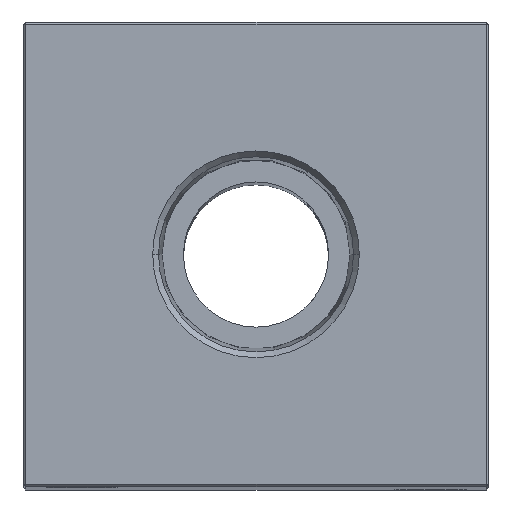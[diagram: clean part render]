
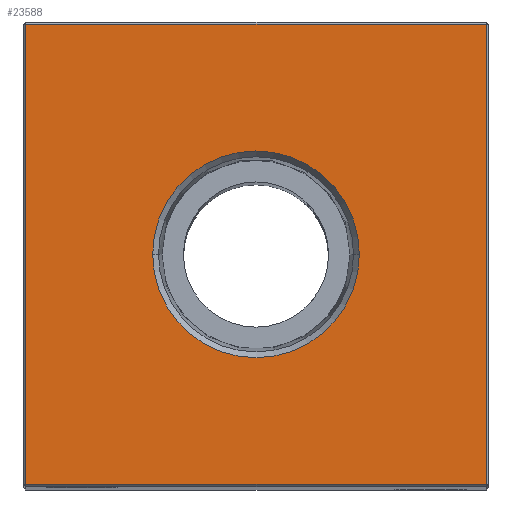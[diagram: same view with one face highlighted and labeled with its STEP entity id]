
A CAD part, top view. The second image highlights one B-rep face of the part: STEP entity #23588.
In plain terms, the highlighted planar face has unit normal (0, 0, 1).
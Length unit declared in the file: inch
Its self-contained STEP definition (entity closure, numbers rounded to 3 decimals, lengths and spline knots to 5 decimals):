
#262 = EDGE_CURVE ( 'NONE', #11707, #17215, #2964, .T. ) ;
#1369 = VERTEX_POINT ( 'NONE', #12807 ) ;
#2964 = LINE ( 'NONE', #12701, #22770 ) ;
#3355 = CARTESIAN_POINT ( 'NONE',  ( 0., 0., 8.25 ) ) ;
#3650 = DIRECTION ( 'NONE',  ( 0., 1., 0. ) ) ;
#4040 = EDGE_CURVE ( 'NONE', #21212, #11707, #15849, .T. ) ;
#5116 = DIRECTION ( 'NONE',  ( 1., 0., 0. ) ) ;
#5663 = LINE ( 'NONE', #15452, #11423 ) ;
#5748 = FACE_OUTER_BOUND ( 'NONE', #20436, .T. ) ;
#6064 = DIRECTION ( 'NONE',  ( 0., 0., -1. ) ) ;
#6123 = CIRCLE ( 'NONE', #24228, 0.44487 ) ;
#6601 = CARTESIAN_POINT ( 'NONE',  ( 0.44487, 0., 8.25 ) ) ;
#8065 = ORIENTED_EDGE ( 'NONE', *, *, #4040, .T. ) ;
#8516 = EDGE_CURVE ( 'NONE', #25700, #18150, #29920, .T. ) ;
#9911 = CARTESIAN_POINT ( 'NONE',  ( -0.44487, 0., 8.25 ) ) ;
#10853 = CARTESIAN_POINT ( 'NONE',  ( -0.99, 0.99, 8.25 ) ) ;
#11302 = CARTESIAN_POINT ( 'NONE',  ( 0.99, 0.99, 8.25 ) ) ;
#11423 = VECTOR ( 'NONE', #25418, 39.37008 ) ;
#11707 = VERTEX_POINT ( 'NONE', #11302 ) ;
#11919 = LINE ( 'NONE', #21824, #19396 ) ;
#12701 = CARTESIAN_POINT ( 'NONE',  ( 0., 0.99, 8.25 ) ) ;
#12807 = CARTESIAN_POINT ( 'NONE',  ( -0.99, -0.99, 8.25 ) ) ;
#13052 = ORIENTED_EDGE ( 'NONE', *, *, #262, .T. ) ;
#13118 = DIRECTION ( 'NONE',  ( 0., 0., 1. ) ) ;
#13163 = EDGE_CURVE ( 'NONE', #1369, #21212, #5663, .T. ) ;
#13779 = EDGE_LOOP ( 'NONE', ( #30354, #25608 ) ) ;
#15324 = ORIENTED_EDGE ( 'NONE', *, *, #29859, .T. ) ;
#15452 = CARTESIAN_POINT ( 'NONE',  ( 0., -0.99, 8.25 ) ) ;
#15546 = FACE_BOUND ( 'NONE', #13779, .T. ) ;
#15574 = CARTESIAN_POINT ( 'NONE',  ( 0.99, -0.99, 8.25 ) ) ;
#15849 = LINE ( 'NONE', #25816, #24718 ) ;
#15859 = DIRECTION ( 'NONE',  ( -1., 0., 0. ) ) ;
#15975 = AXIS2_PLACEMENT_3D ( 'NONE', #17319, #27278, #5116 ) ;
#17215 = VERTEX_POINT ( 'NONE', #10853 ) ;
#17319 = CARTESIAN_POINT ( 'NONE',  ( 0., 0., 8.25 ) ) ;
#18150 = VERTEX_POINT ( 'NONE', #9911 ) ;
#19157 = AXIS2_PLACEMENT_3D ( 'NONE', #28197, #6064, #15859 ) ;
#19396 = VECTOR ( 'NONE', #31662, 39.37008 ) ;
#20436 = EDGE_LOOP ( 'NONE', ( #15324, #22790, #8065, #13052 ) ) ;
#21212 = VERTEX_POINT ( 'NONE', #15574 ) ;
#21824 = CARTESIAN_POINT ( 'NONE',  ( -0.99, 0., 8.25 ) ) ;
#22073 = EDGE_CURVE ( 'NONE', #18150, #25700, #6123, .T. ) ;
#22612 = DIRECTION ( 'NONE',  ( -1., 0., 0. ) ) ;
#22770 = VECTOR ( 'NONE', #22612, 39.37008 ) ;
#22790 = ORIENTED_EDGE ( 'NONE', *, *, #13163, .T. ) ;
#23021 = DIRECTION ( 'NONE',  ( 1., 0., 0. ) ) ;
#23588 = ADVANCED_FACE ( 'NONE', ( #5748, #15546 ), #25507, .F. ) ;
#24228 = AXIS2_PLACEMENT_3D ( 'NONE', #3355, #13118, #23021 ) ;
#24718 = VECTOR ( 'NONE', #3650, 39.37008 ) ;
#25418 = DIRECTION ( 'NONE',  ( 1., 0., 0. ) ) ;
#25507 = PLANE ( 'NONE',  #19157 ) ;
#25608 = ORIENTED_EDGE ( 'NONE', *, *, #22073, .F. ) ;
#25700 = VERTEX_POINT ( 'NONE', #6601 ) ;
#25816 = CARTESIAN_POINT ( 'NONE',  ( 0.99, 0., 8.25 ) ) ;
#27278 = DIRECTION ( 'NONE',  ( 0., 0., 1. ) ) ;
#28197 = CARTESIAN_POINT ( 'NONE',  ( 0., 0., 8.25 ) ) ;
#29859 = EDGE_CURVE ( 'NONE', #17215, #1369, #11919, .T. ) ;
#29920 = CIRCLE ( 'NONE', #15975, 0.44487 ) ;
#30354 = ORIENTED_EDGE ( 'NONE', *, *, #8516, .F. ) ;
#31662 = DIRECTION ( 'NONE',  ( 0., -1., 0. ) ) ;
